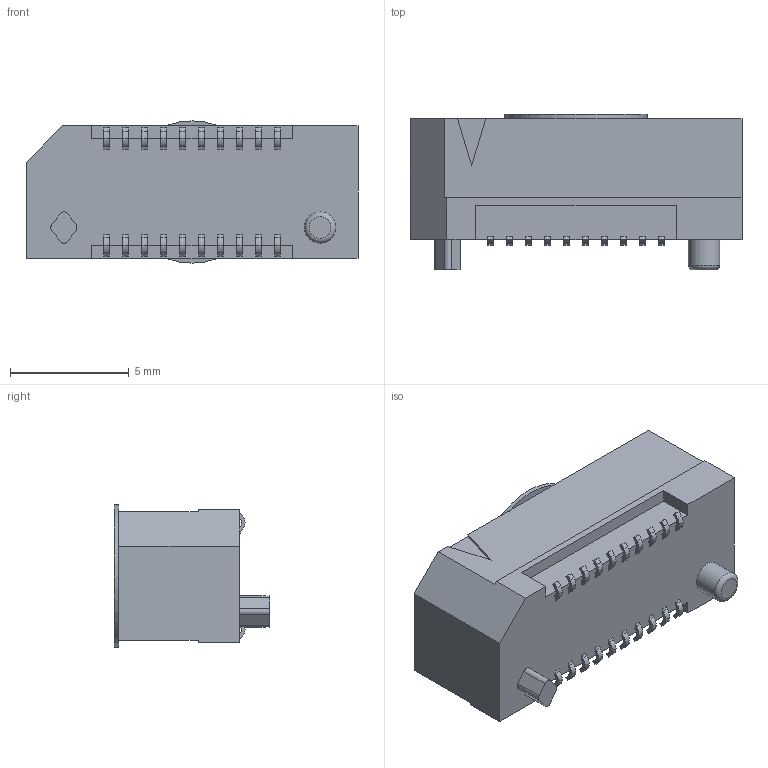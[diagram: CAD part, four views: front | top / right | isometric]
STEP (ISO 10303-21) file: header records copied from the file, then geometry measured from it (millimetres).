
FILE_DESCRIPTION(/* description */ ('STEP AP214'),/* implementation_level */ '2;1');
FILE_NAME(/* name */ 'ERF8-010-05.0-L-DV-K-TR',/* time_stamp */ '2025-01-13T13:02:45+01:00',/* author */ ('License CC BY-ND 4.0'),/* organization */ ('CADENAS'),/* preprocessor_version */ 'ST-DEVELOPER v19.3',/* originating_system */ 'PARTsolutions',/* authorisation */ ' ');
FILE_SCHEMA (('AUTOMOTIVE_DESIGN {1 0 10303 214 3 1 1}'));
Length unit declared in the file: millimetre
Products named in the file (5): ERF8-010-05.0-L-DV-K-TR; ERF8-010-05.0-DV-KTR; ERF8-C-211-05.0-010PN; ERF8-C-211-05.0-0102PN; ERF8-005-05.0-DVPFP
Assembly tree (4 placements, depth 2):
  ERF8-010-05.0-L-DV-K-TR
    ERF8-010-05.0-DV-KTR
    ERF8-C-211-05.0-010PN
    ERF8-C-211-05.0-0102PN
    ERF8-005-05.0-DVPFP
Bounding box: 14 x 6.56 x 6 mm (x, y, z)
Volume: 208.3 mm3; surface area: 765.1 mm2
Topology: 4 solids, 4 shells, 980 faces, 2947 edges, 1976 vertices
Faces by surface type: plane 673, cylinder 306, torus 1
Full cylindrical faces by diameter (mm): 1.32 x1, 6 x1
Entity records: 34397 total; most frequent: CARTESIAN_POINT 6023, ORIENTED_EDGE 5886, DIRECTION 5566, EDGE_CURVE 2943, LINE 2210, VECTOR 2210, VERTEX_POINT 1975, AXIS2_PLACEMENT_3D 1678
